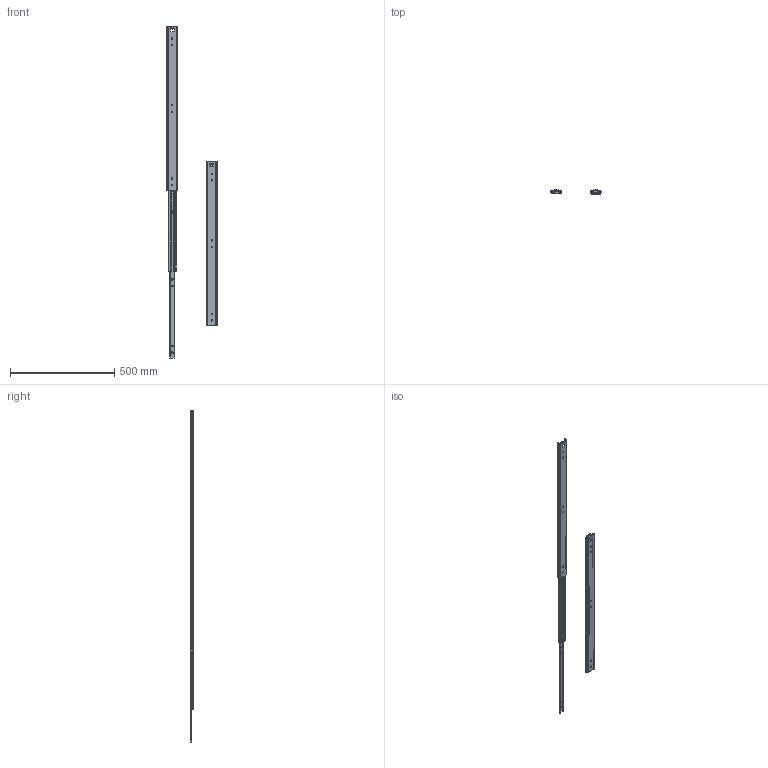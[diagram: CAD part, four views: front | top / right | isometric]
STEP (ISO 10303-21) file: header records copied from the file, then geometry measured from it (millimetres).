
FILE_DESCRIPTION(('STEP AP214'), '1');
FILE_NAME('栖闉罻', '', ('UNSPECIFIED'), ('UNSPECIFIED'), 'ASCON STEP Converter 1.3', 'ASCON Math Kernel', '');
FILE_SCHEMA(('AUTOMOTIVE_DESIGN { 1 0 10303 214 3 1 1}'));
Length unit declared in the file: millimetre
Assembly tree (12 placements, depth 3):
  (unnamed)
    (unnamed)
      (unnamed)
      (unnamed)
      (unnamed)
      (unnamed)
      (unnamed)
    (unnamed)
      (unnamed)
      (unnamed)
      (unnamed)
      (unnamed)
      (unnamed)
Bounding box: 242.27 x 19.07 x 1593.5 mm (x, y, z)
Volume: 589302.6 mm3; surface area: 631161.6 mm2
Topology: 14 solids, 14 shells, 774 faces, 2256 edges, 1488 vertices
Faces by surface type: sphere 392, cylinder 180, plane 178, cone 24
Full cylindrical faces by diameter (mm): 6.6 x24, 11.4 x6
Entity records: 31162 total; most frequent: CARTESIAN_POINT 13107, DIRECTION 2637, ORIENTED_EDGE 2002, AXIS2_PLACEMENT_3D 1152, EDGE_LOOP 1069, EDGE_CURVE 1001, VERTEX_POINT 808, COLOUR_RGB 646
